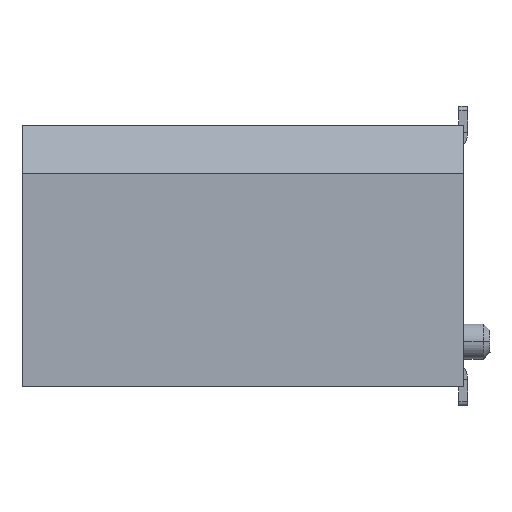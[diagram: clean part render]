
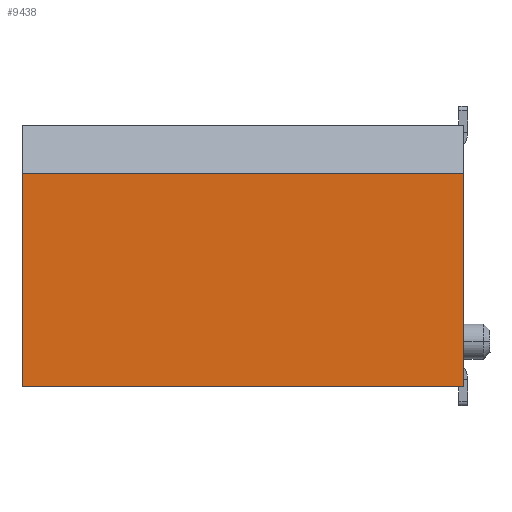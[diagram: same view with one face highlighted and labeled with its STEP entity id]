
A CAD part, left-side view. The second image highlights one B-rep face of the part: STEP entity #9438.
In plain terms, the highlighted planar face has unit normal (-1, 0, 0).
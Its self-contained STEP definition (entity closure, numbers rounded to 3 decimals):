
#77=CARTESIAN_POINT('',(-9.825,-10.05,-2.975));
#78=VERTEX_POINT('',#77);
#85=CARTESIAN_POINT('',(-9.825,0.,-2.975));
#86=VERTEX_POINT('',#85);
#87=CARTESIAN_POINT('',(-9.825,-10.05,-2.975));
#88=DIRECTION('',(0.,1.,0.));
#89=VECTOR('',#88,10.05);
#90=LINE('',#87,#89);
#91=EDGE_CURVE('',#78,#86,#90,.T.);
#344=CARTESIAN_POINT('',(-9.825,0.,1.875));
#345=VERTEX_POINT('',#344);
#346=CARTESIAN_POINT('',(-9.825,0.,-2.975));
#347=DIRECTION('',(0.,0.,1.));
#348=VECTOR('',#347,4.85);
#349=LINE('',#346,#348);
#350=EDGE_CURVE('',#86,#345,#349,.T.);
#9383=CARTESIAN_POINT('',(-9.825,-10.05,1.875));
#9384=VERTEX_POINT('',#9383);
#9391=CARTESIAN_POINT('',(-9.825,-10.05,1.875));
#9392=DIRECTION('',(0.,0.,-1.));
#9393=VECTOR('',#9392,4.85);
#9394=LINE('',#9391,#9393);
#9395=EDGE_CURVE('',#9384,#78,#9394,.T.);
#9422=CARTESIAN_POINT('',(-9.825,0.,-2.975));
#9423=DIRECTION('',(0.,0.,1.));
#9424=DIRECTION('',(-1.,0.,0.));
#9425=AXIS2_PLACEMENT_3D('',#9422,#9424,#9423);
#9426=PLANE('',#9425);
#9427=ORIENTED_EDGE('',*,*,#91,.F.);
#9428=ORIENTED_EDGE('',*,*,#9395,.F.);
#9429=CARTESIAN_POINT('',(-9.825,-10.05,1.875));
#9430=DIRECTION('',(0.,1.,0.));
#9431=VECTOR('',#9430,10.05);
#9432=LINE('',#9429,#9431);
#9433=EDGE_CURVE('',#9384,#345,#9432,.T.);
#9434=ORIENTED_EDGE('',*,*,#9433,.T.);
#9435=ORIENTED_EDGE('',*,*,#350,.F.);
#9436=EDGE_LOOP('',(#9427,#9428,#9434,#9435));
#9437=FACE_OUTER_BOUND('',#9436,.T.);
#9438=ADVANCED_FACE('',(#9437),#9426,.T.);
